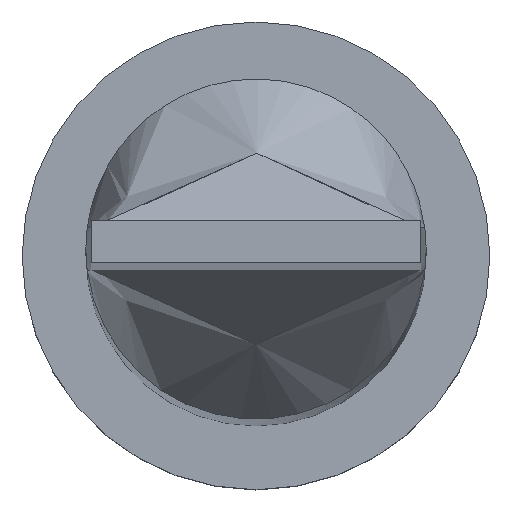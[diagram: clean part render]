
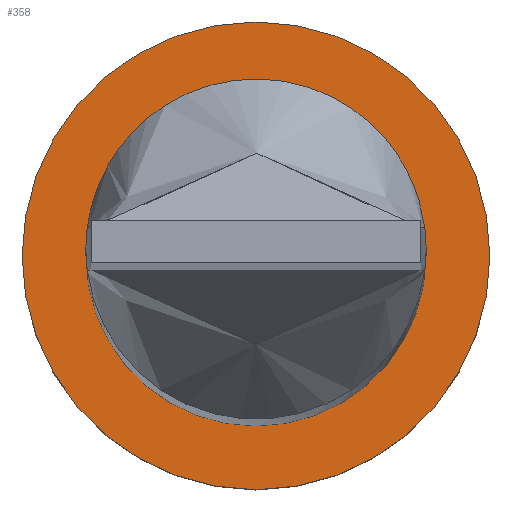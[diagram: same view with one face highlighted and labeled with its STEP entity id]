
A CAD part, top view. The second image highlights one B-rep face of the part: STEP entity #358.
In plain terms, the highlighted planar face has unit normal (0, 0, 1).
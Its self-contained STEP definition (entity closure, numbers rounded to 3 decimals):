
#15 = VERTEX_POINT ( 'NONE', #75 ) ;
#26 = ORIENTED_EDGE ( 'NONE', *, *, #485, .T. ) ;
#46 = DIRECTION ( 'NONE',  ( 1., 0., 0. ) ) ;
#70 = DIRECTION ( 'NONE',  ( 1., 0., 0. ) ) ;
#75 = CARTESIAN_POINT ( 'NONE',  ( 8., 0., 7. ) ) ;
#106 = AXIS2_PLACEMENT_3D ( 'NONE', #518, #186, #70 ) ;
#128 = CARTESIAN_POINT ( 'NONE',  ( -11., 0., 7. ) ) ;
#137 = VERTEX_POINT ( 'NONE', #128 ) ;
#140 = CIRCLE ( 'NONE', #269, 11. ) ;
#146 = CARTESIAN_POINT ( 'NONE',  ( 0., 0., 7. ) ) ;
#159 = CARTESIAN_POINT ( 'NONE',  ( 0., 0., 7. ) ) ;
#174 = EDGE_LOOP ( 'NONE', ( #26, #222 ) ) ;
#186 = DIRECTION ( 'NONE',  ( 0., 0., 1. ) ) ;
#193 = VERTEX_POINT ( 'NONE', #235 ) ;
#202 = FACE_BOUND ( 'NONE', #273, .T. ) ;
#206 = PLANE ( 'NONE',  #381 ) ;
#222 = ORIENTED_EDGE ( 'NONE', *, *, #638, .T. ) ;
#235 = CARTESIAN_POINT ( 'NONE',  ( -8., 0., 7. ) ) ;
#264 = FACE_OUTER_BOUND ( 'NONE', #174, .T. ) ;
#269 = AXIS2_PLACEMENT_3D ( 'NONE', #146, #537, #46 ) ;
#273 = EDGE_LOOP ( 'NONE', ( #364, #366 ) ) ;
#307 = DIRECTION ( 'NONE',  ( 0., 0., 1. ) ) ;
#313 = VERTEX_POINT ( 'NONE', #544 ) ;
#358 = ADVANCED_FACE ( 'NONE', ( #202, #264 ), #206, .T. ) ;
#364 = ORIENTED_EDGE ( 'NONE', *, *, #396, .F. ) ;
#366 = ORIENTED_EDGE ( 'NONE', *, *, #450, .F. ) ;
#381 = AXIS2_PLACEMENT_3D ( 'NONE', #159, #307, #489 ) ;
#396 = EDGE_CURVE ( 'NONE', #193, #15, #419, .T. ) ;
#402 = DIRECTION ( 'NONE',  ( 1., 0., 0. ) ) ;
#419 = CIRCLE ( 'NONE', #572, 8. ) ;
#441 = CARTESIAN_POINT ( 'NONE',  ( 0., 0., 7. ) ) ;
#449 = CARTESIAN_POINT ( 'NONE',  ( 0., 0., 7. ) ) ;
#450 = EDGE_CURVE ( 'NONE', #15, #193, #524, .T. ) ;
#485 = EDGE_CURVE ( 'NONE', #137, #313, #140, .T. ) ;
#489 = DIRECTION ( 'NONE',  ( 1., 0., 0. ) ) ;
#497 = CIRCLE ( 'NONE', #106, 11. ) ;
#518 = CARTESIAN_POINT ( 'NONE',  ( 0., 0., 7. ) ) ;
#524 = CIRCLE ( 'NONE', #611, 8. ) ;
#529 = DIRECTION ( 'NONE',  ( 1., 0., 0. ) ) ;
#537 = DIRECTION ( 'NONE',  ( 0., 0., 1. ) ) ;
#544 = CARTESIAN_POINT ( 'NONE',  ( 11., 0., 7. ) ) ;
#549 = DIRECTION ( 'NONE',  ( 0., 0., 1. ) ) ;
#572 = AXIS2_PLACEMENT_3D ( 'NONE', #449, #549, #402 ) ;
#611 = AXIS2_PLACEMENT_3D ( 'NONE', #441, #631, #529 ) ;
#631 = DIRECTION ( 'NONE',  ( 0., 0., 1. ) ) ;
#638 = EDGE_CURVE ( 'NONE', #313, #137, #497, .T. ) ;
